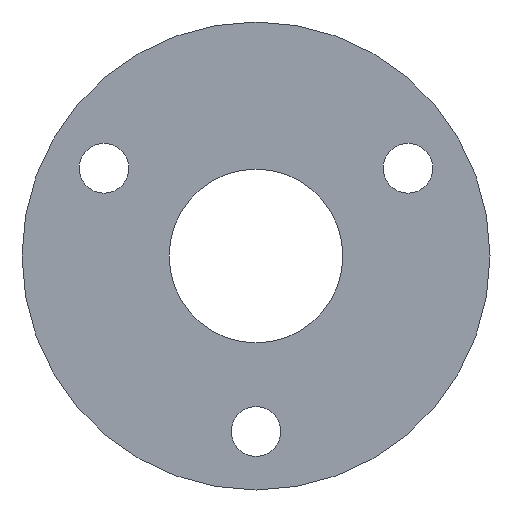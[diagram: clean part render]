
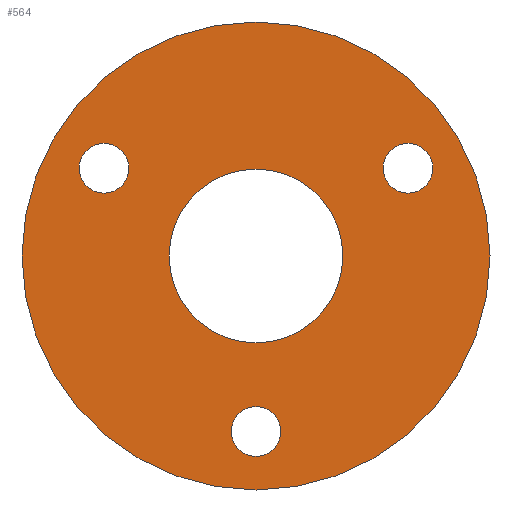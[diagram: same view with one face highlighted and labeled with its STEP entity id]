
A CAD part, front view. The second image highlights one B-rep face of the part: STEP entity #564.
In plain terms, the highlighted planar face has unit normal (0, -1, 0).
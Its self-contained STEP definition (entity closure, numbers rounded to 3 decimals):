
#2 = DIRECTION ( 'NONE',  ( 0., 0., 1. ) ) ;
#4 = CARTESIAN_POINT ( 'NONE',  ( 0., 0., 40. ) ) ;
#5 = EDGE_LOOP ( 'NONE', ( #518, #483 ) ) ;
#27 = VERTEX_POINT ( 'NONE', #500 ) ;
#41 = DIRECTION ( 'NONE',  ( 0., 1., 0. ) ) ;
#42 = CARTESIAN_POINT ( 'NONE',  ( 0., 0., 0. ) ) ;
#44 = EDGE_CURVE ( 'NONE', #337, #417, #534, .T. ) ;
#45 = CARTESIAN_POINT ( 'NONE',  ( 0., 0., -25.75 ) ) ;
#53 = CARTESIAN_POINT ( 'NONE',  ( 0., 0., 0. ) ) ;
#56 = CARTESIAN_POINT ( 'NONE',  ( -25.981, 0., 19.25 ) ) ;
#59 = CARTESIAN_POINT ( 'NONE',  ( 25.981, 0., 19.25 ) ) ;
#65 = AXIS2_PLACEMENT_3D ( 'NONE', #53, #513, #554 ) ;
#70 = DIRECTION ( 'NONE',  ( 0., 1., 0. ) ) ;
#73 = EDGE_CURVE ( 'NONE', #559, #282, #294, .T. ) ;
#75 = ORIENTED_EDGE ( 'NONE', *, *, #317, .T. ) ;
#76 = FACE_BOUND ( 'NONE', #191, .T. ) ;
#90 = CIRCLE ( 'NONE', #221, 4.25 ) ;
#92 = EDGE_CURVE ( 'NONE', #456, #582, #90, .T. ) ;
#94 = AXIS2_PLACEMENT_3D ( 'NONE', #545, #41, #585 ) ;
#115 = AXIS2_PLACEMENT_3D ( 'NONE', #403, #361, #173 ) ;
#119 = AXIS2_PLACEMENT_3D ( 'NONE', #175, #367, #177 ) ;
#131 = CARTESIAN_POINT ( 'NONE',  ( 0., 0., 14.85 ) ) ;
#133 = CIRCLE ( 'NONE', #150, 4.25 ) ;
#143 = CIRCLE ( 'NONE', #94, 4.25 ) ;
#146 = CIRCLE ( 'NONE', #560, 40. ) ;
#150 = AXIS2_PLACEMENT_3D ( 'NONE', #349, #297, #481 ) ;
#155 = ORIENTED_EDGE ( 'NONE', *, *, #425, .T. ) ;
#163 = CARTESIAN_POINT ( 'NONE',  ( 0., 0., 0. ) ) ;
#168 = DIRECTION ( 'NONE',  ( 0., 0., 1. ) ) ;
#170 = PLANE ( 'NONE',  #115 ) ;
#173 = DIRECTION ( 'NONE',  ( 0., 0., 1. ) ) ;
#175 = CARTESIAN_POINT ( 'NONE',  ( 25.981, 0., 15. ) ) ;
#176 = CARTESIAN_POINT ( 'NONE',  ( -25.981, 0., 10.75 ) ) ;
#177 = DIRECTION ( 'NONE',  ( 0., 0., 1. ) ) ;
#180 = DIRECTION ( 'NONE',  ( 0., 1., 0. ) ) ;
#191 = EDGE_LOOP ( 'NONE', ( #428, #234 ) ) ;
#193 = EDGE_LOOP ( 'NONE', ( #75, #155 ) ) ;
#202 = ORIENTED_EDGE ( 'NONE', *, *, #44, .T. ) ;
#219 = EDGE_CURVE ( 'NONE', #582, #456, #286, .T. ) ;
#221 = AXIS2_PLACEMENT_3D ( 'NONE', #587, #180, #168 ) ;
#224 = CARTESIAN_POINT ( 'NONE',  ( -25.981, 0., 15. ) ) ;
#231 = CARTESIAN_POINT ( 'NONE',  ( 0., 0., 0. ) ) ;
#232 = VERTEX_POINT ( 'NONE', #45 ) ;
#233 = CARTESIAN_POINT ( 'NONE',  ( 0., 0., -30. ) ) ;
#234 = ORIENTED_EDGE ( 'NONE', *, *, #92, .T. ) ;
#270 = AXIS2_PLACEMENT_3D ( 'NONE', #163, #70, #489 ) ;
#273 = EDGE_CURVE ( 'NONE', #232, #27, #309, .T. ) ;
#278 = ORIENTED_EDGE ( 'NONE', *, *, #273, .T. ) ;
#282 = VERTEX_POINT ( 'NONE', #4 ) ;
#286 = CIRCLE ( 'NONE', #372, 4.25 ) ;
#293 = VERTEX_POINT ( 'NONE', #380 ) ;
#294 = CIRCLE ( 'NONE', #352, 40. ) ;
#297 = DIRECTION ( 'NONE',  ( 0., 1., 0. ) ) ;
#309 = CIRCLE ( 'NONE', #319, 4.25 ) ;
#310 = EDGE_CURVE ( 'NONE', #282, #559, #146, .T. ) ;
#317 = EDGE_CURVE ( 'NONE', #293, #569, #326, .T. ) ;
#319 = AXIS2_PLACEMENT_3D ( 'NONE', #233, #416, #370 ) ;
#326 = CIRCLE ( 'NONE', #65, 14.85 ) ;
#329 = DIRECTION ( 'NONE',  ( 0., 1., 0. ) ) ;
#337 = VERTEX_POINT ( 'NONE', #516 ) ;
#349 = CARTESIAN_POINT ( 'NONE',  ( 0., 0., -30. ) ) ;
#352 = AXIS2_PLACEMENT_3D ( 'NONE', #42, #596, #547 ) ;
#357 = CARTESIAN_POINT ( 'NONE',  ( 0., 0., -40. ) ) ;
#361 = DIRECTION ( 'NONE',  ( 0., 1., 0. ) ) ;
#365 = FACE_BOUND ( 'NONE', #521, .T. ) ;
#367 = DIRECTION ( 'NONE',  ( 0., 1., 0. ) ) ;
#370 = DIRECTION ( 'NONE',  ( 0., 0., 1. ) ) ;
#372 = AXIS2_PLACEMENT_3D ( 'NONE', #224, #508, #2 ) ;
#380 = CARTESIAN_POINT ( 'NONE',  ( 0., 0., -14.85 ) ) ;
#400 = FACE_BOUND ( 'NONE', #193, .T. ) ;
#403 = CARTESIAN_POINT ( 'NONE',  ( 0., 0., 0. ) ) ;
#408 = FACE_OUTER_BOUND ( 'NONE', #5, .T. ) ;
#416 = DIRECTION ( 'NONE',  ( 0., 1., 0. ) ) ;
#417 = VERTEX_POINT ( 'NONE', #59 ) ;
#425 = EDGE_CURVE ( 'NONE', #569, #293, #533, .T. ) ;
#428 = ORIENTED_EDGE ( 'NONE', *, *, #219, .T. ) ;
#456 = VERTEX_POINT ( 'NONE', #56 ) ;
#481 = DIRECTION ( 'NONE',  ( 0., 0., 1. ) ) ;
#483 = ORIENTED_EDGE ( 'NONE', *, *, #310, .F. ) ;
#489 = DIRECTION ( 'NONE',  ( 0., 0., 1. ) ) ;
#500 = CARTESIAN_POINT ( 'NONE',  ( 0., 0., -34.25 ) ) ;
#508 = DIRECTION ( 'NONE',  ( 0., 1., 0. ) ) ;
#513 = DIRECTION ( 'NONE',  ( 0., 1., 0. ) ) ;
#516 = CARTESIAN_POINT ( 'NONE',  ( 25.981, 0., 10.75 ) ) ;
#518 = ORIENTED_EDGE ( 'NONE', *, *, #73, .F. ) ;
#521 = EDGE_LOOP ( 'NONE', ( #578, #278 ) ) ;
#528 = EDGE_CURVE ( 'NONE', #417, #337, #143, .T. ) ;
#533 = CIRCLE ( 'NONE', #270, 14.85 ) ;
#534 = CIRCLE ( 'NONE', #119, 4.25 ) ;
#537 = FACE_BOUND ( 'NONE', #563, .T. ) ;
#545 = CARTESIAN_POINT ( 'NONE',  ( 25.981, 0., 15. ) ) ;
#547 = DIRECTION ( 'NONE',  ( 0., 0., 1. ) ) ;
#554 = DIRECTION ( 'NONE',  ( 0., 0., 1. ) ) ;
#559 = VERTEX_POINT ( 'NONE', #357 ) ;
#560 = AXIS2_PLACEMENT_3D ( 'NONE', #231, #329, #562 ) ;
#562 = DIRECTION ( 'NONE',  ( 0., 0., 1. ) ) ;
#563 = EDGE_LOOP ( 'NONE', ( #202, #567 ) ) ;
#564 = ADVANCED_FACE ( 'NONE', ( #400, #408, #537, #365, #76 ), #170, .F. ) ;
#567 = ORIENTED_EDGE ( 'NONE', *, *, #528, .T. ) ;
#569 = VERTEX_POINT ( 'NONE', #131 ) ;
#578 = ORIENTED_EDGE ( 'NONE', *, *, #600, .T. ) ;
#582 = VERTEX_POINT ( 'NONE', #176 ) ;
#585 = DIRECTION ( 'NONE',  ( 0., 0., 1. ) ) ;
#587 = CARTESIAN_POINT ( 'NONE',  ( -25.981, 0., 15. ) ) ;
#596 = DIRECTION ( 'NONE',  ( 0., 1., 0. ) ) ;
#600 = EDGE_CURVE ( 'NONE', #27, #232, #133, .T. ) ;
